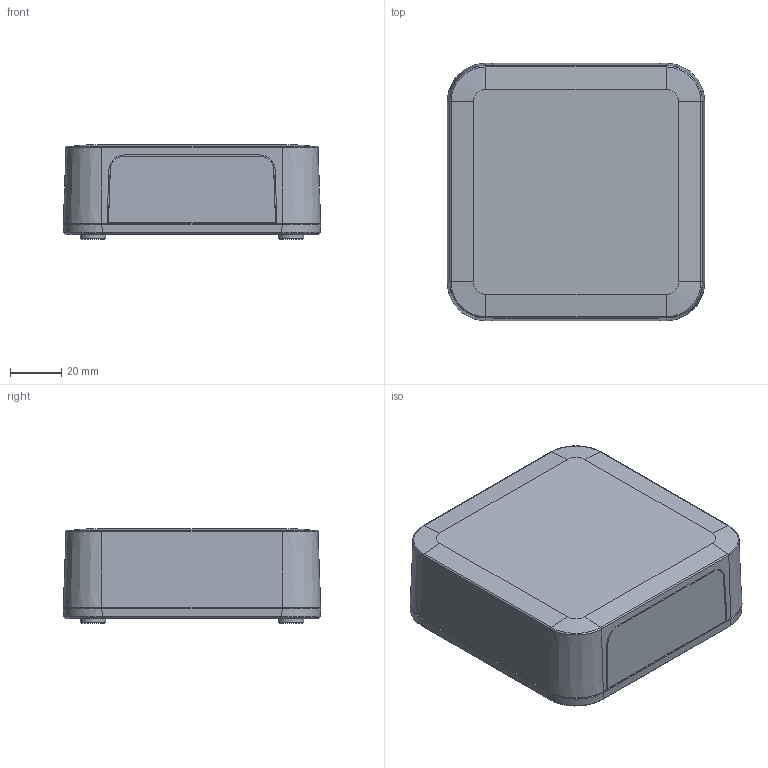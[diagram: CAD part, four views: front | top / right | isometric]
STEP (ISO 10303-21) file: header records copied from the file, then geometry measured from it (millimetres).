
FILE_DESCRIPTION((''),'2;1');
FILE_NAME('pf10-4-10.stp','2016-12-26T17:25:44',('����'),(''),'Autodesk Inventor 2013','Autodesk Inventor 2013','');
FILE_SCHEMA(('AUTOMOTIVE_DESIGN { 1 0 10303 214 1 1 1 1 }'));
Length unit declared in the file: millimetre
Products named in the file (7): PF10-4-10; PFB10-10; PFC10-4-10; PFP10-4; M2.5-8; Cross Recessed Pan Head Tapping Screw - Type F - Type I - Metric M2.5x0.45 x 8; PFF-M2.5
Assembly tree (13 placements, depth 3):
  PF10-4-10
    PFB10-10
    PFC10-4-10
    PFP10-4  x2
    M2.5-8  x4
      Cross Recessed Pan Head Tapping Screw - Type F - Type I - Metric M2.5x0.45 x 8
    PFF-M2.5  x4
Bounding box: 100 x 100 x 36.8 mm (x, y, z)
Volume: 85298.9 mm3; surface area: 71347.2 mm2
Topology: 12 solids, 12 shells, 1494 faces, 3680 edges, 2304 vertices
Faces by surface type: plane 716, bspline 227, cylinder 209, cone 148, torus 114, sphere 80
Full cylindrical faces by diameter (mm): 1.9 x8, 2 x4, 2.5 x4, 3 x4, 4.8 x4, 6 x1, 6.1 x8
Entity records: 39336 total; most frequent: CARTESIAN_POINT 11946, ORIENTED_EDGE 5760, DIRECTION 5107, EDGE_CURVE 2880, VERTEX_POINT 1874, VECTOR 1715, LINE 1715, AXIS2_PLACEMENT_3D 1696
